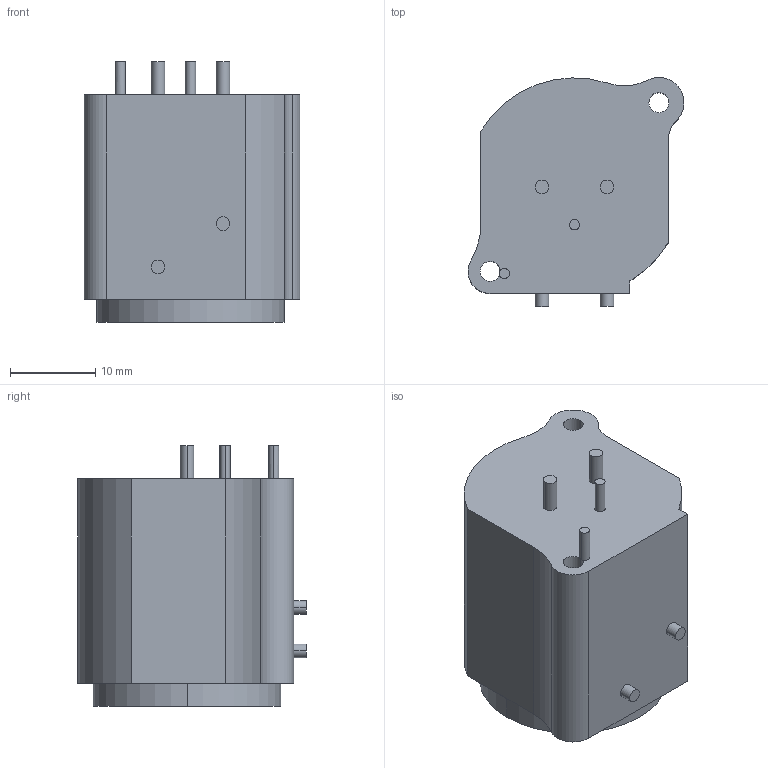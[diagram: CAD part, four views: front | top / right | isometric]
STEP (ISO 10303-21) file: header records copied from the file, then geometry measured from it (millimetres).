
FILE_DESCRIPTION((''),'2;1');
FILE_NAME('D-NC3FAV2-0','2016-09-07T',('odo'),(''),'CREO PARAMETRIC BY PTC INC, 2015380','CREO PARAMETRIC BY PTC INC, 2015380','');
FILE_SCHEMA(('CONFIG_CONTROL_DESIGN'));
Length unit declared in the file: millimetre
Products named in the file (1): D-NC3FAV2-0
Bounding box: 25.35 x 26.85 x 30.6 mm (x, y, z)
Volume: 12072.2 mm3; surface area: 5580.2 mm2
Topology: 1 solids, 1 shells, 55 faces, 123 edges, 80 vertices
Faces by surface type: cylinder 35, plane 20
Entity records: 1609 total; most frequent: DIRECTION 307, CARTESIAN_POINT 258, ORIENTED_EDGE 246, AXIS2_PLACEMENT_3D 129, EDGE_CURVE 123, VERTEX_POINT 80, CIRCLE 74, EDGE_LOOP 69
